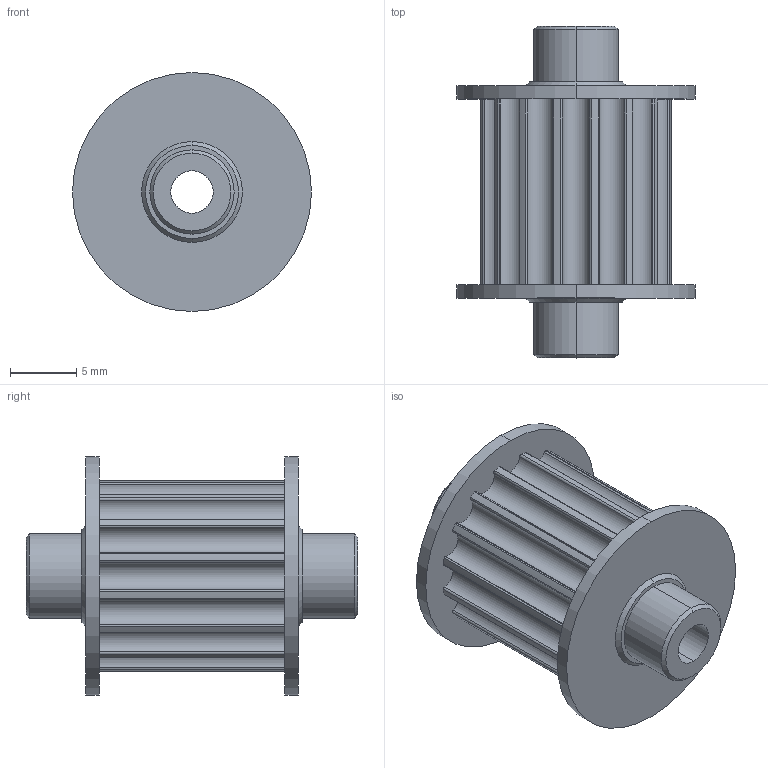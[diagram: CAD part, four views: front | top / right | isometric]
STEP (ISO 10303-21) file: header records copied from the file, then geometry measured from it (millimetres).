
FILE_DESCRIPTION (( 'STEP AP214' ), '1' );
FILE_NAME ('PAM10091 -AA- Axe Poulie Haute 3MGT.STEP', '2022-06-15T13:12:54', ( '' ), ( '' ), 'SwSTEP 2.0', 'SolidWorks 2019', '' );
FILE_SCHEMA (( 'AUTOMOTIVE_DESIGN' ));
Length unit declared in the file: millimetre
Products named in the file (1): PAM10091 -AA-  Axe Poulie Haute 3MGT
Bounding box: 18 x 25 x 18 mm (x, y, z)
Volume: 2499.9 mm3; surface area: 2137.4 mm2
Topology: 1 solids, 1 shells, 103 faces, 281 edges, 186 vertices
Faces by surface type: cylinder 87, cone 8, plane 8
Entity records: 3407 total; most frequent: DIRECTION 675, CARTESIAN_POINT 571, ORIENTED_EDGE 562, AXIS2_PLACEMENT_3D 290, EDGE_CURVE 281, VERTEX_POINT 186, CIRCLE 186, EDGE_LOOP 111
